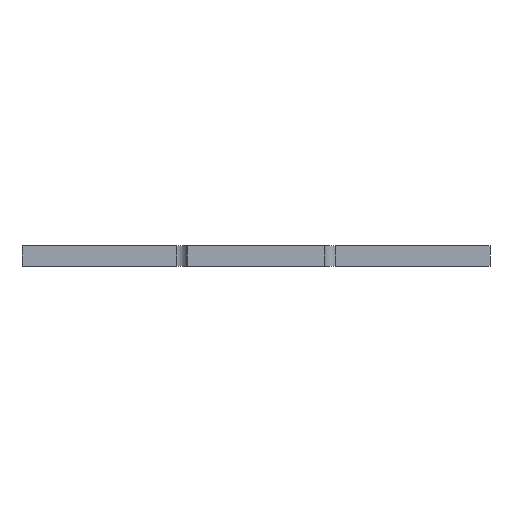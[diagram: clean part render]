
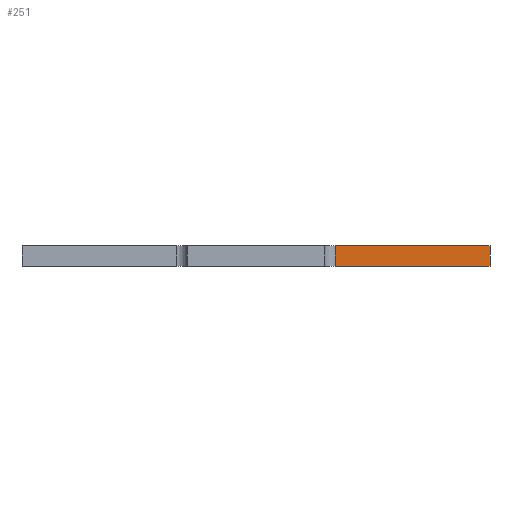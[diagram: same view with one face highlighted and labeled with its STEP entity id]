
A CAD part, front view. The second image highlights one B-rep face of the part: STEP entity #251.
In plain terms, the highlighted planar face has unit normal (0, -1, 0).
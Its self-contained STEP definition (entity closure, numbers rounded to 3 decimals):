
#3 = ORIENTED_EDGE ( 'NONE', *, *, #436, .T. ) ;
#4 = ORIENTED_EDGE ( 'NONE', *, *, #432, .T. ) ;
#7 = ORIENTED_EDGE ( 'NONE', *, *, #433, .T. ) ;
#8 = ORIENTED_EDGE ( 'NONE', *, *, #434, .F. ) ;
#11 = EDGE_LOOP ( 'NONE', ( #8, #7, #4, #3 ) ) ;
#81 = DIRECTION ( 'NONE',  ( 1., 0., 0. ) ) ;
#82 = DIRECTION ( 'NONE',  ( 0., -1., 0. ) ) ;
#85 = CARTESIAN_POINT ( 'NONE',  ( 20., -20., -6. ) ) ;
#88 = PLANE ( 'NONE',  #483 ) ;
#95 = DIRECTION ( 'NONE',  ( 0., 0., 1. ) ) ;
#96 = CARTESIAN_POINT ( 'NONE',  ( 68., -20., 0. ) ) ;
#108 = CARTESIAN_POINT ( 'NONE',  ( 68., -20., -6. ) ) ;
#109 = CARTESIAN_POINT ( 'NONE',  ( 20., -20., 0. ) ) ;
#119 = CARTESIAN_POINT ( 'NONE',  ( 23., -20., -6. ) ) ;
#130 = DIRECTION ( 'NONE',  ( 0., 0., -1. ) ) ;
#135 = DIRECTION ( 'NONE',  ( 1., 0., 0. ) ) ;
#147 = DIRECTION ( 'NONE',  ( 1., 0., 0. ) ) ;
#154 = CARTESIAN_POINT ( 'NONE',  ( 23., -20., 0. ) ) ;
#158 = CARTESIAN_POINT ( 'NONE',  ( 23., -20., -6. ) ) ;
#162 = CARTESIAN_POINT ( 'NONE',  ( 68., -20., -6. ) ) ;
#166 = CARTESIAN_POINT ( 'NONE',  ( 20., -20., -6. ) ) ;
#251 = ADVANCED_FACE ( 'NONE', ( #762 ), #88, .T. ) ;
#288 = VERTEX_POINT ( 'NONE', #162 ) ;
#293 = VERTEX_POINT ( 'NONE', #96 ) ;
#296 = VERTEX_POINT ( 'NONE', #154 ) ;
#300 = VERTEX_POINT ( 'NONE', #119 ) ;
#385 = LINE ( 'NONE', #158, #396 ) ;
#391 = LINE ( 'NONE', #166, #394 ) ;
#393 = LINE ( 'NONE', #108, #402 ) ;
#394 = VECTOR ( 'NONE', #147, 1000. ) ;
#395 = LINE ( 'NONE', #109, #398 ) ;
#396 = VECTOR ( 'NONE', #130, 1000. ) ;
#398 = VECTOR ( 'NONE', #135, 1000. ) ;
#402 = VECTOR ( 'NONE', #95, 1000. ) ;
#432 = EDGE_CURVE ( 'NONE', #300, #288, #391, .T. ) ;
#433 = EDGE_CURVE ( 'NONE', #296, #300, #385, .T. ) ;
#434 = EDGE_CURVE ( 'NONE', #296, #293, #395, .T. ) ;
#436 = EDGE_CURVE ( 'NONE', #288, #293, #393, .T. ) ;
#483 = AXIS2_PLACEMENT_3D ( 'NONE', #85, #82, #81 ) ;
#762 = FACE_OUTER_BOUND ( 'NONE', #11, .T. ) ;
